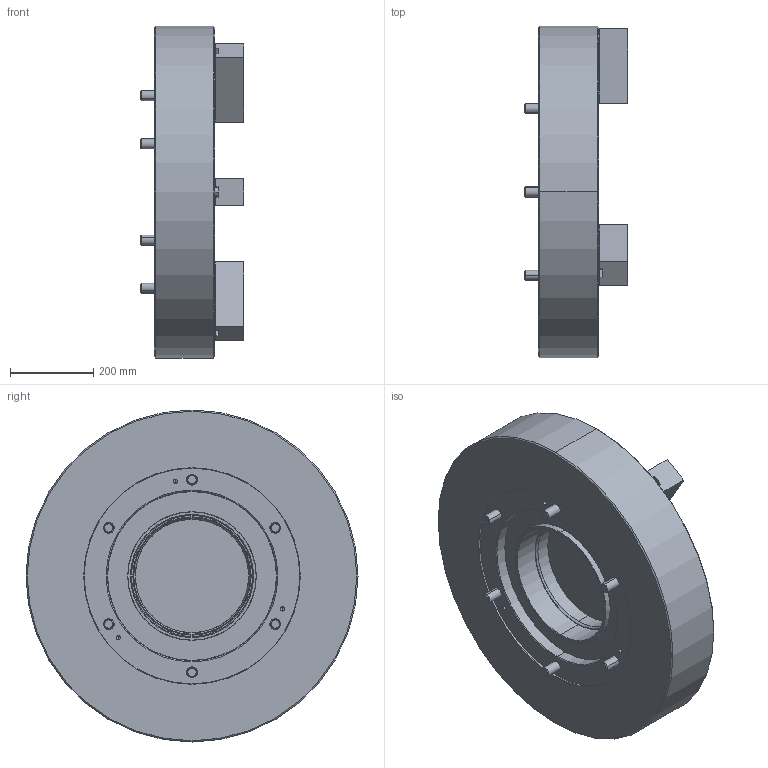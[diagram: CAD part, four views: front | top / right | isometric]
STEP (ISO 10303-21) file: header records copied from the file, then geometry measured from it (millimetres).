
FILE_DESCRIPTION (( 'STEP AP203' ), '1' );
FILE_NAME ('CF-3H-232.STEP', '2019-12-24T07:24:15', ( 'temp' ), ( '' ), 'SwSTEP 2.0', 'SolidWorks 2016', '' );
FILE_SCHEMA (( 'CONFIG_CONTROL_DESIGN' ));
Length unit declared in the file: millimetre
Products named in the file (11): CF-3H-232-07000; CF-3H-224-08000; SJ-21; 圓頭內六角螺栓_M20x55; 圓頭內六角螺栓_M24x150; 圓頭內六角螺栓_M6x16; CF-3H-232-01000; 錐平頭六角孔螺栓_M4x10; CF-3H-232-02000; CF-3H-232; CF-3H-232-06000
Assembly tree (29 placements, depth 2):
  CF-3H-232
    CF-3H-232-01000
    CF-3H-232-02000
    CF-3H-232-06000
    CF-3H-232-07000
    CF-3H-224-08000
    SJ-21  x3
    圓頭內六角螺栓_M20x55  x6
    圓頭內六角螺栓_M24x150  x6
    圓頭內六角螺栓_M6x16  x6
    錐平頭六角孔螺栓_M4x10  x3
Bounding box: 249 x 800 x 800 mm (x, y, z)
Volume: 63276369.2 mm3; surface area: 2426092.5 mm2
Topology: 29 solids, 29 shells, 2565 faces, 7084 edges, 4613 vertices
Faces by surface type: plane 1865, cylinder 512, cone 180, torus 8
Entity records: 30247 total; most frequent: CARTESIAN_POINT 5010, ORIENTED_EDGE 4920, DIRECTION 4898, EDGE_CURVE 2460, VECTOR 1902, LINE 1902, VERTEX_POINT 1610, AXIS2_PLACEMENT_3D 1498
